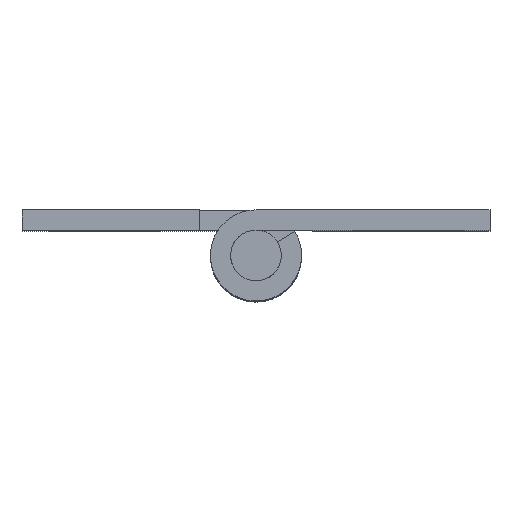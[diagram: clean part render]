
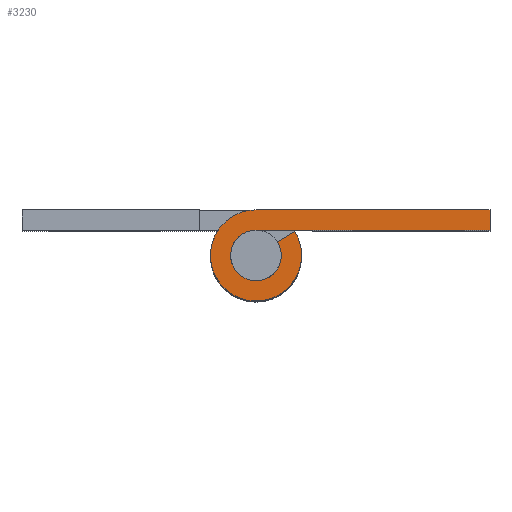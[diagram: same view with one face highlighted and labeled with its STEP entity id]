
A CAD part, top view. The second image highlights one B-rep face of the part: STEP entity #3230.
In plain terms, the highlighted free-form (B-spline) face has degree [1, 1] with [2, 2] control points.
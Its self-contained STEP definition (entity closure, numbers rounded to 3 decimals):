
#3113=CARTESIAN_POINT('',(-2.352,-1.979,25.0));
#3114=CARTESIAN_POINT('',(9.802,-1.979,25.0));
#3115=CARTESIAN_POINT('',(-2.352,1.98,25.0));
#3116=CARTESIAN_POINT('',(9.802,1.98,25.0));
#3117=B_SPLINE_SURFACE_WITH_KNOTS('',1,1,((#3113,#3115),(#3114,#3116)),.UNSPECIFIED.,.F.,.F.,.U.,(2,2),(2,2),(0.0,12.154),(0.0,3.959),.UNSPECIFIED.);
#3118=CARTESIAN_POINT('',(0.849,0.528,25.0));
#3119=VERTEX_POINT('',#3118);
#3120=CARTESIAN_POINT('',(-0.486,-0.874,25.0));
#3121=VERTEX_POINT('',#3120);
#3122=CARTESIAN_POINT('',(0.849,0.528,25.0));
#3123=CARTESIAN_POINT('',(0.911,0.429,25.));
#3124=CARTESIAN_POINT('',(0.983,0.248,25.));
#3125=CARTESIAN_POINT('',(1.005,0.014,25.));
#3126=CARTESIAN_POINT('',(0.99,-0.171,25.));
#3127=CARTESIAN_POINT('',(0.946,-0.345,25.));
#3128=CARTESIAN_POINT('',(0.868,-0.506,25.));
#3129=CARTESIAN_POINT('',(0.764,-0.652,25.));
#3130=CARTESIAN_POINT('',(0.643,-0.774,25.));
#3131=CARTESIAN_POINT('',(0.449,-0.905,25.));
#3132=CARTESIAN_POINT('',(0.24,-0.981,25.));
#3133=CARTESIAN_POINT('',(0.007,-1.006,25.));
#3134=CARTESIAN_POINT('',(-0.227,-0.986,25.));
#3135=CARTESIAN_POINT('',(-0.396,-0.924,25.));
#3136=CARTESIAN_POINT('',(-0.486,-0.874,25.0));
#3137=B_SPLINE_CURVE_WITH_KNOTS('',3,(#3122,#3123,#3124,#3125,#3126,#3127,#3128,#3129,#3130,#3131,#3132,#3133,#3134,#3135,#3136),.UNSPECIFIED.,.F.,.U.,(4,1,1,1,1,1,1,1,1,1,1,1,4),(0.,0.35,0.576,0.7,0.906,1.111,1.235,1.441,1.626,1.935,2.099,2.326,2.634),.UNSPECIFIED.);
#3138=EDGE_CURVE('',#3119,#3121,#3137,.T.);
#3139=ORIENTED_EDGE('',*,*,#3138,.T.);
#3140=CARTESIAN_POINT('',(0.0,1.0,25.0));
#3141=VERTEX_POINT('',#3140);
#3142=CARTESIAN_POINT('',(-0.486,-0.874,25.0));
#3143=CARTESIAN_POINT('',(-0.588,-0.817,25.));
#3144=CARTESIAN_POINT('',(-0.712,-0.716,25.));
#3145=CARTESIAN_POINT('',(-0.846,-0.541,25.));
#3146=CARTESIAN_POINT('',(-0.941,-0.366,25.));
#3147=CARTESIAN_POINT('',(-1.007,-0.118,25.));
#3148=CARTESIAN_POINT('',(-1.,0.152,25.));
#3149=CARTESIAN_POINT('',(-0.936,0.371,25.));
#3150=CARTESIAN_POINT('',(-0.84,0.554,25.));
#3151=CARTESIAN_POINT('',(-0.694,0.737,25.));
#3152=CARTESIAN_POINT('',(-0.502,0.876,25.));
#3153=CARTESIAN_POINT('',(-0.261,0.975,25.));
#3154=CARTESIAN_POINT('',(-0.103,1.,25.));
#3155=CARTESIAN_POINT('',(0.0,1.0,25.0));
#3156=B_SPLINE_CURVE_WITH_KNOTS('',3,(#3142,#3143,#3144,#3145,#3146,#3147,#3148,#3149,#3150,#3151,#3152,#3153,#3154,#3155),.UNSPECIFIED.,.F.,.U.,(4,1,1,1,1,1,1,1,1,1,1,4),(0.,0.35,0.473,0.659,0.947,1.235,1.461,1.626,1.852,2.161,2.326,2.634),.UNSPECIFIED.);
#3157=EDGE_CURVE('',#3121,#3141,#3156,.T.);
#3158=ORIENTED_EDGE('',*,*,#3157,.T.);
#3159=CARTESIAN_POINT('',(9.25,1.0,25.0));
#3160=VERTEX_POINT('',#3159);
#3161=CARTESIAN_POINT('',(0.0,1.0,25.0));
#3162=CARTESIAN_POINT('',(9.25,1.0,25.0));
#3163=QUASI_UNIFORM_CURVE('',1,(#3161,#3162),.UNSPECIFIED.,.F.,.U.);
#3164=EDGE_CURVE('',#3141,#3160,#3163,.T.);
#3165=ORIENTED_EDGE('',*,*,#3164,.T.);
#3166=CARTESIAN_POINT('',(9.25,1.8,25.0));
#3167=VERTEX_POINT('',#3166);
#3168=CARTESIAN_POINT('',(9.25,1.0,25.0));
#3169=CARTESIAN_POINT('',(9.25,1.8,25.0));
#3170=QUASI_UNIFORM_CURVE('',1,(#3168,#3169),.UNSPECIFIED.,.F.,.U.);
#3171=EDGE_CURVE('',#3160,#3167,#3170,.T.);
#3172=ORIENTED_EDGE('',*,*,#3171,.T.);
#3173=CARTESIAN_POINT('',(0.002,1.8,25.0));
#3174=VERTEX_POINT('',#3173);
#3175=CARTESIAN_POINT('',(9.25,1.8,25.0));
#3176=CARTESIAN_POINT('',(0.002,1.8,25.0));
#3177=QUASI_UNIFORM_CURVE('',1,(#3175,#3176),.UNSPECIFIED.,.F.,.U.);
#3178=EDGE_CURVE('',#3167,#3174,#3177,.T.);
#3179=ORIENTED_EDGE('',*,*,#3178,.T.);
#3180=CARTESIAN_POINT('',(-0.875,-1.573,25.0));
#3181=VERTEX_POINT('',#3180);
#3182=CARTESIAN_POINT('',(-0.875,-1.573,25.0));
#3183=CARTESIAN_POINT('',(-0.962,-1.525,25.0));
#3184=CARTESIAN_POINT('',(-1.142,-1.404,25.));
#3185=CARTESIAN_POINT('',(-1.369,-1.184,25.));
#3186=CARTESIAN_POINT('',(-1.538,-0.947,25.));
#3187=CARTESIAN_POINT('',(-1.66,-0.71,25.));
#3188=CARTESIAN_POINT('',(-1.759,-0.43,25.));
#3189=CARTESIAN_POINT('',(-1.807,-0.117,25.));
#3190=CARTESIAN_POINT('',(-1.796,0.199,25.));
#3191=CARTESIAN_POINT('',(-1.734,0.528,25.));
#3192=CARTESIAN_POINT('',(-1.592,0.873,25.));
#3193=CARTESIAN_POINT('',(-1.38,1.172,25.));
#3194=CARTESIAN_POINT('',(-1.126,1.417,25.));
#3195=CARTESIAN_POINT('',(-0.857,1.596,25.));
#3196=CARTESIAN_POINT('',(-0.467,1.756,25.));
#3197=CARTESIAN_POINT('',(-0.183,1.8,25.));
#3198=CARTESIAN_POINT('',(0.002,1.8,25.0));
#3199=B_SPLINE_CURVE_WITH_KNOTS('',3,(#3182,#3183,#3184,#3185,#3186,#3187,#3188,#3189,#3190,#3191,#3192,#3193,#3194,#3195,#3196,#3197,#3198),.UNSPECIFIED.,.F.,.U.,(4,1,1,1,1,1,1,1,1,1,1,1,1,1,4),(0.,0.296,0.648,0.945,1.167,1.445,1.834,2.112,2.39,2.834,3.223,3.483,3.89,4.187,4.743),.UNSPECIFIED.);
#3200=EDGE_CURVE('',#3181,#3174,#3199,.T.);
#3201=ORIENTED_EDGE('',*,*,#3200,.F.);
#3202=CARTESIAN_POINT('',(1.529,0.95,25.0));
#3203=VERTEX_POINT('',#3202);
#3204=CARTESIAN_POINT('',(1.529,0.95,25.0));
#3205=CARTESIAN_POINT('',(1.604,0.829,25.));
#3206=CARTESIAN_POINT('',(1.707,0.61,25.));
#3207=CARTESIAN_POINT('',(1.788,0.272,25.));
#3208=CARTESIAN_POINT('',(1.806,0.,25.));
#3209=CARTESIAN_POINT('',(1.781,-0.333,25.));
#3210=CARTESIAN_POINT('',(1.692,-0.657,25.));
#3211=CARTESIAN_POINT('',(1.511,-0.997,25.));
#3212=CARTESIAN_POINT('',(1.306,-1.254,25.));
#3213=CARTESIAN_POINT('',(1.076,-1.452,25.));
#3214=CARTESIAN_POINT('',(0.798,-1.625,25.0));
#3215=CARTESIAN_POINT('',(0.468,-1.754,25.));
#3216=CARTESIAN_POINT('',(0.037,-1.817,25.));
#3217=CARTESIAN_POINT('',(-0.422,-1.773,25.));
#3218=CARTESIAN_POINT('',(-0.73,-1.654,25.));
#3219=CARTESIAN_POINT('',(-0.875,-1.573,25.0));
#3220=B_SPLINE_CURVE_WITH_KNOTS('',3,(#3204,#3205,#3206,#3207,#3208,#3209,#3210,#3211,#3212,#3213,#3214,#3215,#3216,#3217,#3218,#3219),.UNSPECIFIED.,.F.,.U.,(4,1,1,1,1,1,1,1,1,1,1,1,1,4),(0.,0.426,0.722,1.037,1.241,1.723,2.038,2.39,2.705,2.946,3.372,3.761,4.242,4.743),.UNSPECIFIED.);
#3221=EDGE_CURVE('',#3203,#3181,#3220,.T.);
#3222=ORIENTED_EDGE('',*,*,#3221,.F.);
#3223=CARTESIAN_POINT('',(1.529,0.95,25.0));
#3224=CARTESIAN_POINT('',(0.849,0.528,25.0));
#3225=QUASI_UNIFORM_CURVE('',1,(#3223,#3224),.UNSPECIFIED.,.F.,.U.);
#3226=EDGE_CURVE('',#3203,#3119,#3225,.T.);
#3227=ORIENTED_EDGE('',*,*,#3226,.T.);
#3228=EDGE_LOOP('',(#3139,#3158,#3165,#3172,#3179,#3201,#3222,#3227));
#3229=FACE_OUTER_BOUND('',#3228,.T.);
#3230=ADVANCED_FACE('',(#3229),#3117,.T.);
